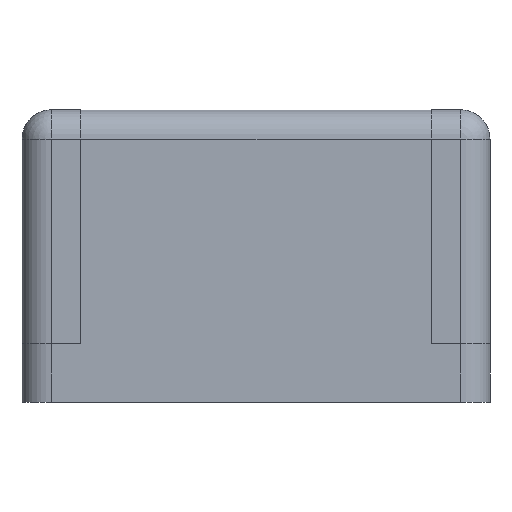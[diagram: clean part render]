
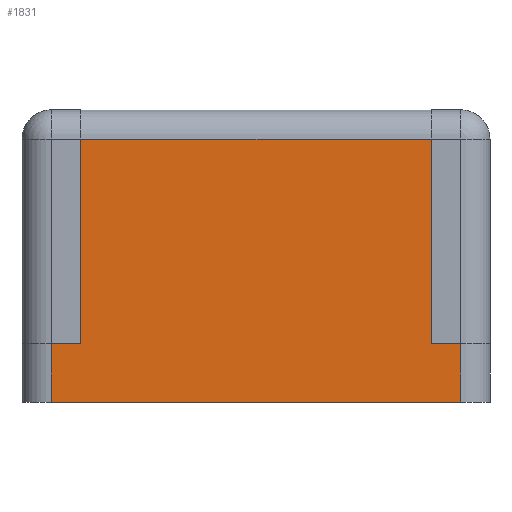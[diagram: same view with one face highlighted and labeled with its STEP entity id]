
A CAD part, left-side view. The second image highlights one B-rep face of the part: STEP entity #1831.
In plain terms, the highlighted planar face has unit normal (-1, 0, 0).
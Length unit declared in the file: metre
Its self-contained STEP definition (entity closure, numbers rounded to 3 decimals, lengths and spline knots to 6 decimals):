
#426=ORIENTED_EDGE('',*,*,#908,.T.);
#427=ORIENTED_EDGE('',*,*,#909,.T.);
#428=ORIENTED_EDGE('',*,*,#893,.F.);
#429=ORIENTED_EDGE('',*,*,#910,.F.);
#430=ORIENTED_EDGE('',*,*,#911,.T.);
#431=ORIENTED_EDGE('',*,*,#912,.T.);
#432=ORIENTED_EDGE('',*,*,#889,.F.);
#433=ORIENTED_EDGE('',*,*,#913,.T.);
#889=EDGE_CURVE('',#1137,#1138,#1244,.T.);
#893=EDGE_CURVE('',#1141,#1142,#1247,.T.);
#908=EDGE_CURVE('',#1155,#1156,#1253,.T.);
#909=EDGE_CURVE('',#1156,#1142,#1254,.T.);
#910=EDGE_CURVE('',#1157,#1141,#1255,.T.);
#911=EDGE_CURVE('',#1157,#1158,#1256,.F.);
#912=EDGE_CURVE('',#1158,#1138,#1257,.T.);
#913=EDGE_CURVE('',#1137,#1155,#1258,.F.);
#1137=VERTEX_POINT('',#3585);
#1138=VERTEX_POINT('',#3587);
#1141=VERTEX_POINT('',#3596);
#1142=VERTEX_POINT('',#3598);
#1155=VERTEX_POINT('',#3714);
#1156=VERTEX_POINT('',#3715);
#1157=VERTEX_POINT('',#3718);
#1158=VERTEX_POINT('',#3720);
#1244=LINE('',#3586,#1401);
#1247=LINE('',#3597,#1404);
#1253=LINE('',#3713,#1410);
#1254=LINE('',#3716,#1411);
#1255=LINE('',#3717,#1412);
#1256=LINE('',#3719,#1413);
#1257=LINE('',#3721,#1414);
#1258=LINE('',#3722,#1415);
#1401=VECTOR('',#2224,1.);
#1404=VECTOR('',#2227,1.);
#1410=VECTOR('',#2239,1.);
#1411=VECTOR('',#2240,1.);
#1412=VECTOR('',#2241,1.);
#1413=VECTOR('',#2242,1.);
#1414=VECTOR('',#2243,1.);
#1415=VECTOR('',#2244,1.);
#1540=EDGE_LOOP('',(#426,#427,#428,#429,#430,#431,#432,#433));
#1657=FACE_BOUND('',#1540,.T.);
#1730=PLANE('',#1971);
#1831=ADVANCED_FACE('',(#1657),#1730,.T.);
#1971=AXIS2_PLACEMENT_3D('',#3712,#2237,#2238);
#2224=DIRECTION('',(0.,-1.,0.));
#2227=DIRECTION('',(0.,-1.,0.));
#2237=DIRECTION('',(-1.,0.,0.));
#2238=DIRECTION('',(0.,0.,1.));
#2239=DIRECTION('',(0.,-1.,0.));
#2240=DIRECTION('',(0.,0.,1.));
#2241=DIRECTION('',(0.,0.,-1.));
#2242=DIRECTION('',(0.,-1.,0.));
#2243=DIRECTION('',(0.,0.,-1.));
#2244=DIRECTION('',(0.,0.,1.));
#3585=CARTESIAN_POINT('',(-0.046331,0.029916,0.));
#3586=CARTESIAN_POINT('',(-0.046331,0.029916,0.));
#3587=CARTESIAN_POINT('',(-0.046331,0.028416,0.));
#3596=CARTESIAN_POINT('',(-0.046331,0.010416,0.));
#3597=CARTESIAN_POINT('',(-0.046331,0.029916,0.));
#3598=CARTESIAN_POINT('',(-0.046331,0.008916,0.));
#3712=CARTESIAN_POINT('',(-0.046331,0.029916,-0.003));
#3713=CARTESIAN_POINT('',(-0.046331,0.029916,-0.003));
#3714=CARTESIAN_POINT('',(-0.046331,0.029916,-0.003));
#3715=CARTESIAN_POINT('',(-0.046331,0.008916,-0.003));
#3716=CARTESIAN_POINT('',(-0.046331,0.008916,-0.003));
#3717=CARTESIAN_POINT('',(-0.046331,0.010416,0.012));
#3718=CARTESIAN_POINT('',(-0.046331,0.010416,0.0105));
#3719=CARTESIAN_POINT('',(-0.046331,0.029916,0.0105));
#3720=CARTESIAN_POINT('',(-0.046331,0.028416,0.0105));
#3721=CARTESIAN_POINT('',(-0.046331,0.028416,0.012));
#3722=CARTESIAN_POINT('',(-0.046331,0.029916,-0.003));
